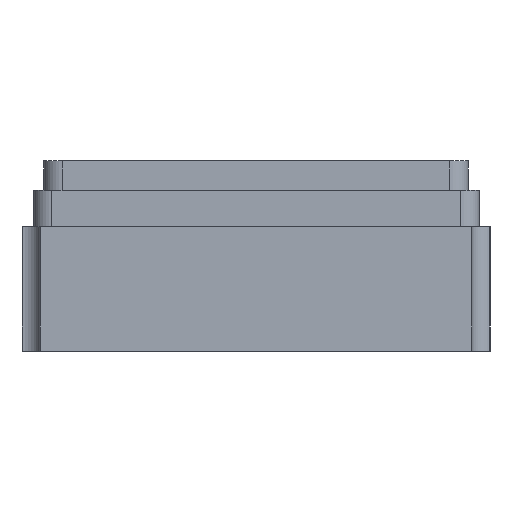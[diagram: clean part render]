
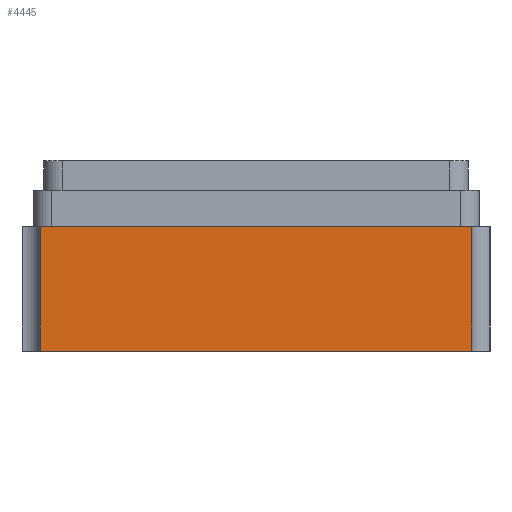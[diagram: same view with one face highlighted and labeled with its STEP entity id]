
A CAD part, left-side view. The second image highlights one B-rep face of the part: STEP entity #4445.
In plain terms, the highlighted planar face has unit normal (-1, 0, 0).
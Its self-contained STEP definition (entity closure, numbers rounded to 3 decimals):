
#32 = PLANE('',#33);
#33 = AXIS2_PLACEMENT_3D('',#34,#35,#36);
#34 = CARTESIAN_POINT('',(2.5,1.6,-0.425));
#35 = DIRECTION('',(0.,0.,1.));
#36 = DIRECTION('',(1.,0.,0.));
#210 = VERTEX_POINT('',#211);
#211 = CARTESIAN_POINT('',(-2.5,-1.475,-0.425));
#230 = CYLINDRICAL_SURFACE('',#231,0.125);
#231 = AXIS2_PLACEMENT_3D('',#232,#233,#234);
#232 = CARTESIAN_POINT('',(-2.5,-1.6,0.425));
#233 = DIRECTION('',(0.,0.,-1.));
#234 = DIRECTION('',(-1.,0.,0.));
#264 = EDGE_CURVE('',#265,#210,#267,.T.);
#265 = VERTEX_POINT('',#266);
#266 = CARTESIAN_POINT('',(-2.5,1.475,-0.425));
#267 = SURFACE_CURVE('',#268,(#272,#279),.PCURVE_S1.);
#268 = LINE('',#269,#270);
#269 = CARTESIAN_POINT('',(-2.5,1.475,-0.425));
#270 = VECTOR('',#271,1.);
#271 = DIRECTION('',(0.,-1.,0.));
#272 = PCURVE('',#32,#273);
#273 = DEFINITIONAL_REPRESENTATION('',(#274),#278);
#274 = LINE('',#275,#276);
#275 = CARTESIAN_POINT('',(-5.,-0.125));
#276 = VECTOR('',#277,1.);
#277 = DIRECTION('',(0.,-1.));
#278 = ( GEOMETRIC_REPRESENTATION_CONTEXT(2) 
PARAMETRIC_REPRESENTATION_CONTEXT() REPRESENTATION_CONTEXT('2D SPACE',''
  ) );
#279 = PCURVE('',#280,#285);
#280 = PLANE('',#281);
#281 = AXIS2_PLACEMENT_3D('',#282,#283,#284);
#282 = CARTESIAN_POINT('',(-2.5,1.475,0.425));
#283 = DIRECTION('',(1.,0.,0.));
#284 = DIRECTION('',(0.,1.,0.));
#285 = DEFINITIONAL_REPRESENTATION('',(#286),#290);
#286 = LINE('',#287,#288);
#287 = CARTESIAN_POINT('',(0.,-0.85));
#288 = VECTOR('',#289,1.);
#289 = DIRECTION('',(-1.,0.));
#290 = ( GEOMETRIC_REPRESENTATION_CONTEXT(2) 
PARAMETRIC_REPRESENTATION_CONTEXT() REPRESENTATION_CONTEXT('2D SPACE',''
  ) );
#313 = CYLINDRICAL_SURFACE('',#314,0.125);
#314 = AXIS2_PLACEMENT_3D('',#315,#316,#317);
#315 = CARTESIAN_POINT('',(-2.5,1.6,0.425));
#316 = DIRECTION('',(0.,0.,-1.));
#317 = DIRECTION('',(-1.,0.,0.));
#1159 = PLANE('',#1160);
#1160 = AXIS2_PLACEMENT_3D('',#1161,#1162,#1163);
#1161 = CARTESIAN_POINT('',(2.5,1.6,0.425));
#1162 = DIRECTION('',(0.,0.,1.));
#1163 = DIRECTION('',(1.,0.,0.));
#4135 = VERTEX_POINT('',#4136);
#4136 = CARTESIAN_POINT('',(-2.5,1.475,0.425));
#4184 = EDGE_CURVE('',#4135,#4185,#4187,.T.);
#4185 = VERTEX_POINT('',#4186);
#4186 = CARTESIAN_POINT('',(-2.5,-1.475,0.425));
#4187 = SURFACE_CURVE('',#4188,(#4192,#4199),.PCURVE_S1.);
#4188 = LINE('',#4189,#4190);
#4189 = CARTESIAN_POINT('',(-2.5,1.475,0.425));
#4190 = VECTOR('',#4191,1.);
#4191 = DIRECTION('',(0.,-1.,0.));
#4192 = PCURVE('',#1159,#4193);
#4193 = DEFINITIONAL_REPRESENTATION('',(#4194),#4198);
#4194 = LINE('',#4195,#4196);
#4195 = CARTESIAN_POINT('',(-5.,-0.125));
#4196 = VECTOR('',#4197,1.);
#4197 = DIRECTION('',(0.,-1.));
#4198 = ( GEOMETRIC_REPRESENTATION_CONTEXT(2) 
PARAMETRIC_REPRESENTATION_CONTEXT() REPRESENTATION_CONTEXT('2D SPACE',''
  ) );
#4199 = PCURVE('',#280,#4200);
#4200 = DEFINITIONAL_REPRESENTATION('',(#4201),#4205);
#4201 = LINE('',#4202,#4203);
#4202 = CARTESIAN_POINT('',(0.,0.));
#4203 = VECTOR('',#4204,1.);
#4204 = DIRECTION('',(-1.,0.));
#4205 = ( GEOMETRIC_REPRESENTATION_CONTEXT(2) 
PARAMETRIC_REPRESENTATION_CONTEXT() REPRESENTATION_CONTEXT('2D SPACE',''
  ) );
#4402 = EDGE_CURVE('',#4135,#265,#4403,.T.);
#4403 = SURFACE_CURVE('',#4404,(#4408,#4437),.PCURVE_S1.);
#4404 = LINE('',#4405,#4406);
#4405 = CARTESIAN_POINT('',(-2.5,1.475,0.425));
#4406 = VECTOR('',#4407,1.);
#4407 = DIRECTION('',(0.,0.,-1.));
#4408 = PCURVE('',#313,#4409);
#4409 = DEFINITIONAL_REPRESENTATION('',(#4410),#4436);
#4410 = B_SPLINE_CURVE_WITH_KNOTS('',3,(#4411,#4412,#4413,#4414,#4415,
    #4416,#4417,#4418,#4419,#4420,#4421,#4422,#4423,#4424,#4425,#4426,
    #4427,#4428,#4429,#4430,#4431,#4432,#4433,#4434,#4435),
  .UNSPECIFIED.,.F.,.F.,(4,1,1,1,1,1,1,1,1,1,1,1,1,1,1,1,1,1,1,1,1,1,4),
  (0.,0.039,0.077,0.116,
    0.155,0.193,0.232,0.27,
    0.309,0.348,0.386,0.425,0.464,
    0.502,0.541,0.58,0.618,
    0.657,0.695,0.734,0.773,
    0.811,0.85),.QUASI_UNIFORM_KNOTS.);
#4411 = CARTESIAN_POINT('',(4.712,0.));
#4412 = CARTESIAN_POINT('',(4.712,0.013));
#4413 = CARTESIAN_POINT('',(4.712,0.039));
#4414 = CARTESIAN_POINT('',(4.712,0.077));
#4415 = CARTESIAN_POINT('',(4.712,0.116));
#4416 = CARTESIAN_POINT('',(4.712,0.155));
#4417 = CARTESIAN_POINT('',(4.712,0.193));
#4418 = CARTESIAN_POINT('',(4.712,0.232));
#4419 = CARTESIAN_POINT('',(4.712,0.27));
#4420 = CARTESIAN_POINT('',(4.712,0.309));
#4421 = CARTESIAN_POINT('',(4.712,0.348));
#4422 = CARTESIAN_POINT('',(4.712,0.386));
#4423 = CARTESIAN_POINT('',(4.712,0.425));
#4424 = CARTESIAN_POINT('',(4.712,0.464));
#4425 = CARTESIAN_POINT('',(4.712,0.502));
#4426 = CARTESIAN_POINT('',(4.712,0.541));
#4427 = CARTESIAN_POINT('',(4.712,0.58));
#4428 = CARTESIAN_POINT('',(4.712,0.618));
#4429 = CARTESIAN_POINT('',(4.712,0.657));
#4430 = CARTESIAN_POINT('',(4.712,0.695));
#4431 = CARTESIAN_POINT('',(4.712,0.734));
#4432 = CARTESIAN_POINT('',(4.712,0.773));
#4433 = CARTESIAN_POINT('',(4.712,0.811));
#4434 = CARTESIAN_POINT('',(4.712,0.837));
#4435 = CARTESIAN_POINT('',(4.712,0.85));
#4436 = ( GEOMETRIC_REPRESENTATION_CONTEXT(2) 
PARAMETRIC_REPRESENTATION_CONTEXT() REPRESENTATION_CONTEXT('2D SPACE',''
  ) );
#4437 = PCURVE('',#280,#4438);
#4438 = DEFINITIONAL_REPRESENTATION('',(#4439),#4443);
#4439 = LINE('',#4440,#4441);
#4440 = CARTESIAN_POINT('',(0.,0.));
#4441 = VECTOR('',#4442,1.);
#4442 = DIRECTION('',(0.,-1.));
#4443 = ( GEOMETRIC_REPRESENTATION_CONTEXT(2) 
PARAMETRIC_REPRESENTATION_CONTEXT() REPRESENTATION_CONTEXT('2D SPACE',''
  ) );
#4445 = ADVANCED_FACE('',(#4446),#280,.F.);
#4446 = FACE_BOUND('',#4447,.T.);
#4447 = EDGE_LOOP('',(#4448,#4449,#4492,#4493));
#4448 = ORIENTED_EDGE('',*,*,#264,.T.);
#4449 = ORIENTED_EDGE('',*,*,#4450,.F.);
#4450 = EDGE_CURVE('',#4185,#210,#4451,.T.);
#4451 = SURFACE_CURVE('',#4452,(#4456,#4463),.PCURVE_S1.);
#4452 = LINE('',#4453,#4454);
#4453 = CARTESIAN_POINT('',(-2.5,-1.475,0.425));
#4454 = VECTOR('',#4455,1.);
#4455 = DIRECTION('',(0.,0.,-1.));
#4456 = PCURVE('',#280,#4457);
#4457 = DEFINITIONAL_REPRESENTATION('',(#4458),#4462);
#4458 = LINE('',#4459,#4460);
#4459 = CARTESIAN_POINT('',(-2.95,0.));
#4460 = VECTOR('',#4461,1.);
#4461 = DIRECTION('',(0.,-1.));
#4462 = ( GEOMETRIC_REPRESENTATION_CONTEXT(2) 
PARAMETRIC_REPRESENTATION_CONTEXT() REPRESENTATION_CONTEXT('2D SPACE',''
  ) );
#4463 = PCURVE('',#230,#4464);
#4464 = DEFINITIONAL_REPRESENTATION('',(#4465),#4491);
#4465 = B_SPLINE_CURVE_WITH_KNOTS('',3,(#4466,#4467,#4468,#4469,#4470,
    #4471,#4472,#4473,#4474,#4475,#4476,#4477,#4478,#4479,#4480,#4481,
    #4482,#4483,#4484,#4485,#4486,#4487,#4488,#4489,#4490),
  .UNSPECIFIED.,.F.,.F.,(4,1,1,1,1,1,1,1,1,1,1,1,1,1,1,1,1,1,1,1,1,1,4),
  (0.,0.039,0.077,0.116,
    0.155,0.193,0.232,0.27,
    0.309,0.348,0.386,0.425,0.464,
    0.502,0.541,0.58,0.618,
    0.657,0.695,0.734,0.773,
    0.811,0.85),.QUASI_UNIFORM_KNOTS.);
#4466 = CARTESIAN_POINT('',(1.571,0.));
#4467 = CARTESIAN_POINT('',(1.571,0.013));
#4468 = CARTESIAN_POINT('',(1.571,0.039));
#4469 = CARTESIAN_POINT('',(1.571,0.077));
#4470 = CARTESIAN_POINT('',(1.571,0.116));
#4471 = CARTESIAN_POINT('',(1.571,0.155));
#4472 = CARTESIAN_POINT('',(1.571,0.193));
#4473 = CARTESIAN_POINT('',(1.571,0.232));
#4474 = CARTESIAN_POINT('',(1.571,0.27));
#4475 = CARTESIAN_POINT('',(1.571,0.309));
#4476 = CARTESIAN_POINT('',(1.571,0.348));
#4477 = CARTESIAN_POINT('',(1.571,0.386));
#4478 = CARTESIAN_POINT('',(1.571,0.425));
#4479 = CARTESIAN_POINT('',(1.571,0.464));
#4480 = CARTESIAN_POINT('',(1.571,0.502));
#4481 = CARTESIAN_POINT('',(1.571,0.541));
#4482 = CARTESIAN_POINT('',(1.571,0.58));
#4483 = CARTESIAN_POINT('',(1.571,0.618));
#4484 = CARTESIAN_POINT('',(1.571,0.657));
#4485 = CARTESIAN_POINT('',(1.571,0.695));
#4486 = CARTESIAN_POINT('',(1.571,0.734));
#4487 = CARTESIAN_POINT('',(1.571,0.773));
#4488 = CARTESIAN_POINT('',(1.571,0.811));
#4489 = CARTESIAN_POINT('',(1.571,0.837));
#4490 = CARTESIAN_POINT('',(1.571,0.85));
#4491 = ( GEOMETRIC_REPRESENTATION_CONTEXT(2) 
PARAMETRIC_REPRESENTATION_CONTEXT() REPRESENTATION_CONTEXT('2D SPACE',''
  ) );
#4492 = ORIENTED_EDGE('',*,*,#4184,.F.);
#4493 = ORIENTED_EDGE('',*,*,#4402,.T.);
